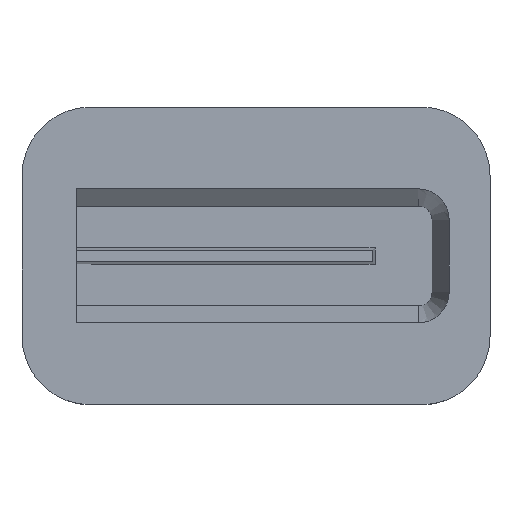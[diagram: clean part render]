
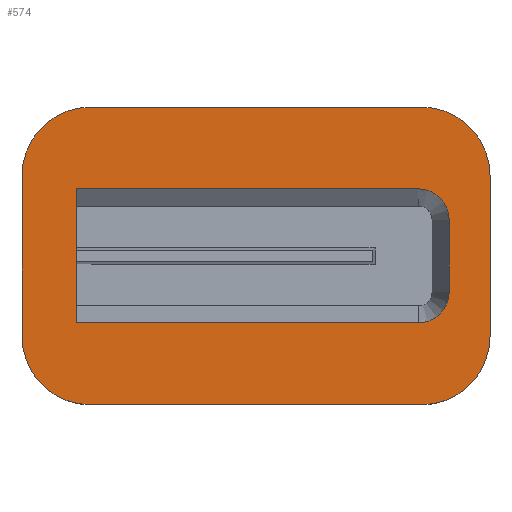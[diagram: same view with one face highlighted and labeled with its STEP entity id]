
A CAD part, top view. The second image highlights one B-rep face of the part: STEP entity #574.
In plain terms, the highlighted planar face has unit normal (0, 0, 1).
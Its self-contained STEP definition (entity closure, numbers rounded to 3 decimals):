
#16=FACE_BOUND('',#96,.T.);
#26=CIRCLE('',#606,4.5);
#28=CIRCLE('',#610,4.5);
#31=CIRCLE('',#623,10.);
#36=CIRCLE('',#631,10.);
#37=CIRCLE('',#634,10.);
#38=CIRCLE('',#635,10.);
#61=FACE_OUTER_BOUND('',#95,.T.);
#95=EDGE_LOOP('',(#452,#453,#454,#455,#456,#457,#458,#459));
#96=EDGE_LOOP('',(#460,#461,#462,#463,#464,#465));
#115=LINE('',#825,#179);
#118=LINE('',#836,#182);
#122=LINE('',#848,#186);
#147=LINE('',#907,#211);
#157=LINE('',#936,#221);
#159=LINE('',#942,#223);
#160=LINE('',#944,#224);
#161=LINE('',#945,#225);
#179=VECTOR('',#659,10.);
#182=VECTOR('',#670,10.);
#186=VECTOR('',#682,10.);
#211=VECTOR('',#735,10.);
#221=VECTOR('',#759,10.);
#223=VECTOR('',#765,10.);
#224=VECTOR('',#768,10.);
#225=VECTOR('',#769,10.);
#240=VERTEX_POINT('',#818);
#243=VERTEX_POINT('',#823);
#245=VERTEX_POINT('',#829);
#247=VERTEX_POINT('',#834);
#249=VERTEX_POINT('',#841);
#251=VERTEX_POINT('',#846);
#266=VERTEX_POINT('',#894);
#267=VERTEX_POINT('',#895);
#271=VERTEX_POINT('',#905);
#281=VERTEX_POINT('',#929);
#282=VERTEX_POINT('',#930);
#283=VERTEX_POINT('',#935);
#284=VERTEX_POINT('',#939);
#285=VERTEX_POINT('',#941);
#295=EDGE_CURVE('',#243,#240,#115,.T.);
#298=EDGE_CURVE('',#245,#243,#26,.T.);
#300=EDGE_CURVE('',#247,#245,#118,.T.);
#304=EDGE_CURVE('',#249,#247,#28,.T.);
#306=EDGE_CURVE('',#251,#249,#122,.T.);
#329=EDGE_CURVE('',#266,#267,#31,.T.);
#335=EDGE_CURVE('',#266,#271,#147,.T.);
#346=EDGE_CURVE('',#281,#282,#36,.T.);
#349=EDGE_CURVE('',#283,#282,#157,.T.);
#351=EDGE_CURVE('',#284,#271,#37,.T.);
#352=EDGE_CURVE('',#284,#285,#159,.T.);
#353=EDGE_CURVE('',#283,#285,#38,.T.);
#354=EDGE_CURVE('',#281,#267,#160,.T.);
#355=EDGE_CURVE('',#251,#240,#161,.T.);
#452=ORIENTED_EDGE('',*,*,#329,.F.);
#453=ORIENTED_EDGE('',*,*,#335,.T.);
#454=ORIENTED_EDGE('',*,*,#351,.F.);
#455=ORIENTED_EDGE('',*,*,#352,.T.);
#456=ORIENTED_EDGE('',*,*,#353,.F.);
#457=ORIENTED_EDGE('',*,*,#349,.T.);
#458=ORIENTED_EDGE('',*,*,#346,.F.);
#459=ORIENTED_EDGE('',*,*,#354,.T.);
#460=ORIENTED_EDGE('',*,*,#355,.T.);
#461=ORIENTED_EDGE('',*,*,#295,.F.);
#462=ORIENTED_EDGE('',*,*,#298,.F.);
#463=ORIENTED_EDGE('',*,*,#300,.F.);
#464=ORIENTED_EDGE('',*,*,#304,.F.);
#465=ORIENTED_EDGE('',*,*,#306,.F.);
#544=PLANE('',#633);
#574=ADVANCED_FACE('',(#61,#16),#544,.T.);
#606=AXIS2_PLACEMENT_3D('',#831,#665,#666);
#610=AXIS2_PLACEMENT_3D('',#843,#677,#678);
#623=AXIS2_PLACEMENT_3D('',#896,#725,#726);
#631=AXIS2_PLACEMENT_3D('',#931,#753,#754);
#633=AXIS2_PLACEMENT_3D('',#938,#761,#762);
#634=AXIS2_PLACEMENT_3D('',#940,#763,#764);
#635=AXIS2_PLACEMENT_3D('',#943,#766,#767);
#659=DIRECTION('',(-1.,0.,0.));
#665=DIRECTION('center_axis',(0.,0.,1.));
#666=DIRECTION('ref_axis',(0.707,0.707,0.));
#670=DIRECTION('',(0.,1.,0.));
#677=DIRECTION('center_axis',(0.,0.,1.));
#678=DIRECTION('ref_axis',(0.707,-0.707,0.));
#682=DIRECTION('',(1.,0.,0.));
#725=DIRECTION('center_axis',(0.,0.,-1.));
#726=DIRECTION('ref_axis',(0.707,0.707,0.));
#735=DIRECTION('',(-1.,0.,0.));
#753=DIRECTION('center_axis',(0.,0.,-1.));
#754=DIRECTION('ref_axis',(0.707,-0.707,0.));
#759=DIRECTION('',(1.,0.,0.));
#761=DIRECTION('center_axis',(0.,0.,1.));
#762=DIRECTION('ref_axis',(1.,0.,0.));
#763=DIRECTION('center_axis',(0.,0.,-1.));
#764=DIRECTION('ref_axis',(-0.707,0.707,0.));
#765=DIRECTION('',(0.,-1.,0.));
#766=DIRECTION('center_axis',(0.,0.,-1.));
#767=DIRECTION('ref_axis',(-0.707,-0.707,0.));
#768=DIRECTION('',(0.,1.,0.));
#769=DIRECTION('',(0.,1.,0.));
#818=CARTESIAN_POINT('',(-26.276,9.798,21.5));
#823=CARTESIAN_POINT('',(23.724,9.798,21.5));
#825=CARTESIAN_POINT('',(-13.138,9.798,21.5));
#829=CARTESIAN_POINT('',(28.224,5.298,21.5));
#831=CARTESIAN_POINT('Origin',(23.724,5.298,21.5));
#834=CARTESIAN_POINT('',(28.224,-5.298,21.5));
#836=CARTESIAN_POINT('',(28.224,3.649,21.5));
#841=CARTESIAN_POINT('',(23.724,-9.798,21.5));
#843=CARTESIAN_POINT('Origin',(23.724,-5.298,21.5));
#846=CARTESIAN_POINT('',(-26.276,-9.798,21.5));
#848=CARTESIAN_POINT('',(12.862,-9.798,21.5));
#894=CARTESIAN_POINT('',(24.2,21.75,21.5));
#895=CARTESIAN_POINT('',(34.2,11.75,21.5));
#896=CARTESIAN_POINT('Origin',(24.2,11.75,21.5));
#905=CARTESIAN_POINT('',(-24.2,21.75,21.5));
#907=CARTESIAN_POINT('',(17.1,21.75,21.5));
#929=CARTESIAN_POINT('',(34.2,-11.75,21.5));
#930=CARTESIAN_POINT('',(24.2,-21.75,21.5));
#931=CARTESIAN_POINT('Origin',(24.2,-11.75,21.5));
#935=CARTESIAN_POINT('',(-24.2,-21.75,21.5));
#936=CARTESIAN_POINT('',(-17.1,-21.75,21.5));
#938=CARTESIAN_POINT('Origin',(0.,0.,21.5));
#939=CARTESIAN_POINT('',(-34.2,11.75,21.5));
#940=CARTESIAN_POINT('Origin',(-24.2,11.75,21.5));
#941=CARTESIAN_POINT('',(-34.2,-11.75,21.5));
#942=CARTESIAN_POINT('',(-34.2,10.875,21.5));
#943=CARTESIAN_POINT('Origin',(-24.2,-11.75,21.5));
#944=CARTESIAN_POINT('',(34.2,-10.875,21.5));
#945=CARTESIAN_POINT('',(-26.276,-3.649,21.5));
